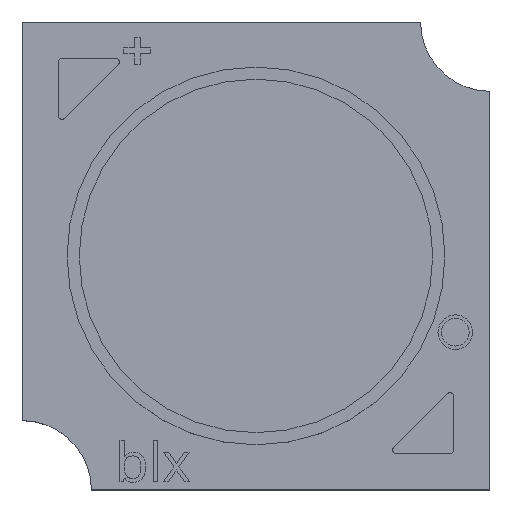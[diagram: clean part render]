
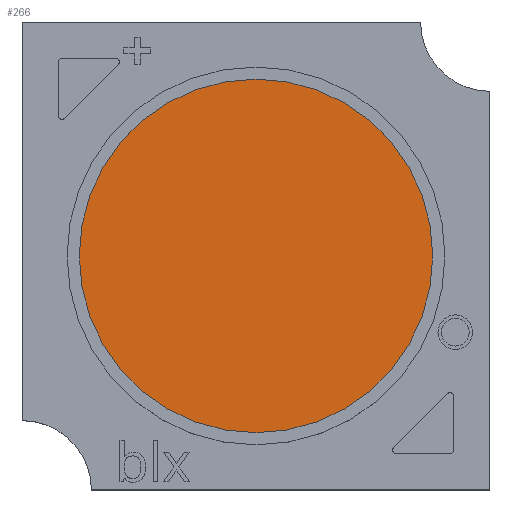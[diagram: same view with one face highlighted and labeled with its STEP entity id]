
A CAD part, top view. The second image highlights one B-rep face of the part: STEP entity #266.
In plain terms, the highlighted planar face has unit normal (0, 0, 1).
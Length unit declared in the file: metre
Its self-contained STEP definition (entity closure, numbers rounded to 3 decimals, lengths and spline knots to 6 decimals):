
#266 = ADVANCED_FACE( '', ( #562 ), #563, .T. );
#562 = FACE_OUTER_BOUND( '', #912, .T. );
#563 = PLANE( '', #913 );
#912 = EDGE_LOOP( '', ( #1547 ) );
#913 = AXIS2_PLACEMENT_3D( '', #1548, #1549, #1550 );
#1547 = ORIENTED_EDGE( '', *, *, #2113, .T. );
#1548 = CARTESIAN_POINT( '', ( 0., 0., 0.0016 ) );
#1549 = DIRECTION( '', ( 0., 0., 1. ) );
#1550 = DIRECTION( '', ( 1., 0., 0. ) );
#2113 = EDGE_CURVE( '', #2562, #2562, #2563, .T. );
#2562 = VERTEX_POINT( '', #3219 );
#2563 = CIRCLE( '', #3220, 0.0051 );
#3219 = CARTESIAN_POINT( '', ( 0.0051, 0., 0.0016 ) );
#3220 = AXIS2_PLACEMENT_3D( '', #3522, #3523, #3524 );
#3522 = CARTESIAN_POINT( '', ( 0., 0., 0.0016 ) );
#3523 = DIRECTION( '', ( 0., 0., 1. ) );
#3524 = DIRECTION( '', ( 1., 0., 0. ) );
